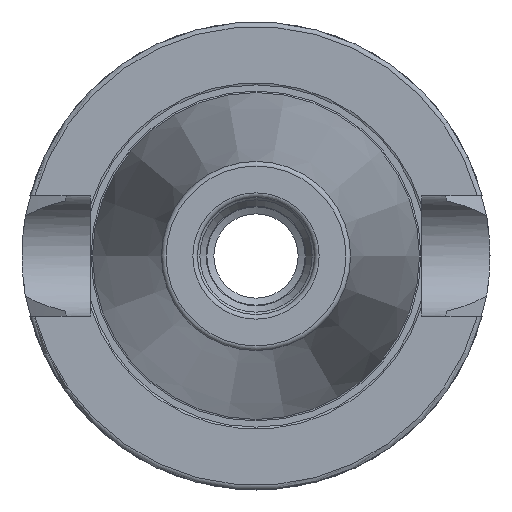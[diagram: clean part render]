
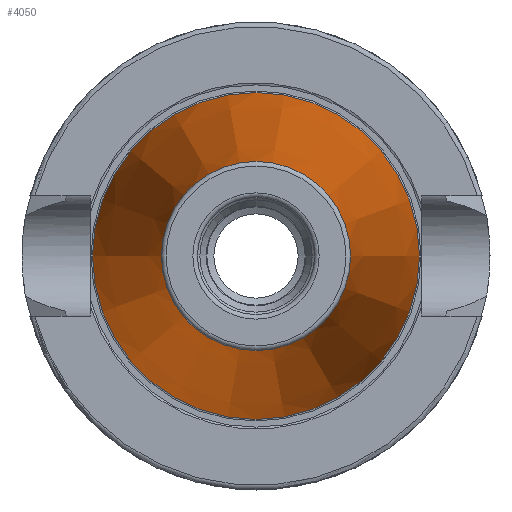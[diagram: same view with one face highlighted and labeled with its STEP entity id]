
A CAD part, left-side view. The second image highlights one B-rep face of the part: STEP entity #4050.
In plain terms, the highlighted conical face has half-angle 8.297 degrees and reference radius 27.564 mm.
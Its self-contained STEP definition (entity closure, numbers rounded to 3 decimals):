
#4016=CARTESIAN_POINT('',(-100.944,20.204,0.0));
#4017=VERTEX_POINT('',#4016);
#4018=CARTESIAN_POINT('',(-100.944,0.,0.0));
#4019=DIRECTION('',(1.0,0.0,0.0));
#4020=DIRECTION('',(0.0,1.0,0.0));
#4021=AXIS2_PLACEMENT_3D('',#4018,#4019,#4020);
#4022=CIRCLE('',#4021,20.204);
#4023=EDGE_CURVE('',#4017,#4017,#4022,.T.);
#4031=CARTESIAN_POINT('',(-50.472,0.,0.0));
#4032=DIRECTION('',(1.0,0.0,0.0));
#4033=DIRECTION('',(0.0,1.0,0.0));
#4034=AXIS2_PLACEMENT_3D('',#4031,#4032,#4033);
#4035=CONICAL_SURFACE('',#4034,27.564,8.297);
#4036=CARTESIAN_POINT('',(0.0,34.925,0.0));
#4037=VERTEX_POINT('',#4036);
#4038=CARTESIAN_POINT('',(0.0,0.,0.0));
#4039=DIRECTION('',(1.0,0.0,0.0));
#4040=DIRECTION('',(0.0,1.0,0.0));
#4041=AXIS2_PLACEMENT_3D('',#4038,#4039,#4040);
#4042=CIRCLE('',#4041,34.925);
#4043=EDGE_CURVE('',#4037,#4037,#4042,.T.);
#4044=ORIENTED_EDGE('',*,*,#4043,.F.);
#4045=EDGE_LOOP('',(#4044));
#4046=FACE_OUTER_BOUND('',#4045,.T.);
#4047=ORIENTED_EDGE('',*,*,#4023,.T.);
#4048=EDGE_LOOP('',(#4047));
#4049=FACE_BOUND('',#4048,.T.);
#4050=ADVANCED_FACE('',(#4046,#4049),#4035,.T.);
